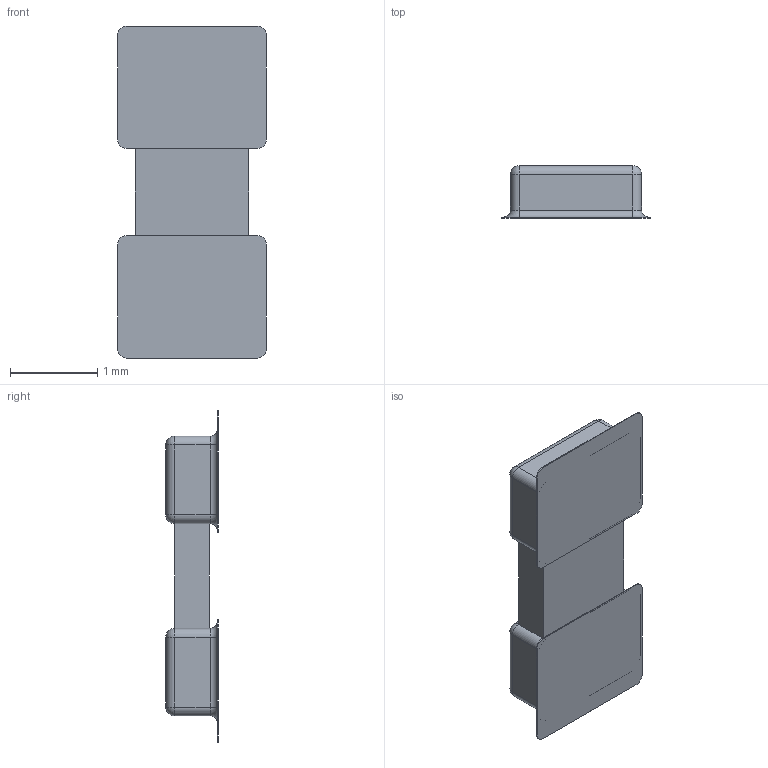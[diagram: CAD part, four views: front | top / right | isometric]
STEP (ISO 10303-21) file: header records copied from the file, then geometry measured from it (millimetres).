
FILE_DESCRIPTION (( 'STEP AP203' ), '1' );
FILE_NAME ('smt_resistor222_Default_sldprt.STEP', '2024-02-04T16:44:29', ( '' ), ( '' ), 'SwSTEP 2.0', 'SolidWorks 2023', '' );
FILE_SCHEMA (( 'CONFIG_CONTROL_DESIGN' ));
Length unit declared in the file: millimetre
Products named in the file (1): smt_resistor222_Default_sldprt
Bounding box: 1.7 x 0.6 x 3.8 mm (x, y, z)
Volume: 2.4 mm3; surface area: 17.6 mm2
Topology: 1 solids, 1 shells, 74 faces, 170 edges, 92 vertices
Faces by surface type: cylinder 32, plane 26, sphere 8, torus 8
Entity records: 2071 total; most frequent: DIRECTION 384, CARTESIAN_POINT 329, ORIENTED_EDGE 324, EDGE_CURVE 162, AXIS2_PLACEMENT_3D 147, VERTEX_POINT 92, LINE 90, VECTOR 90
